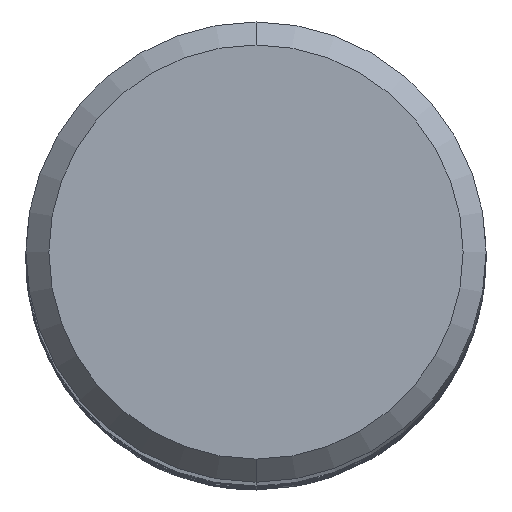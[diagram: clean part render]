
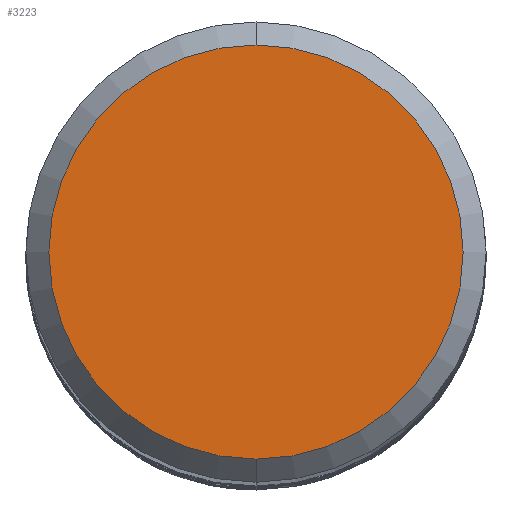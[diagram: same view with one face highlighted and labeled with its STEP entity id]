
A CAD part, top view. The second image highlights one B-rep face of the part: STEP entity #3223.
In plain terms, the highlighted planar face has unit normal (0, 0, 1).
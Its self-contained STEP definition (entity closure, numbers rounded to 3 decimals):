
#1539=EDGE_CURVE('',#1885,#1787,#3821,.T.);
#1639=EDGE_CURVE('',#1787,#1885,#3930,.T.);
#1787=VERTEX_POINT('',#4083);
#1885=VERTEX_POINT('',#4186);
#3223=ADVANCED_FACE('',(#5643),#5644,.T.);
#3821=CIRCLE('',#11103,5.4);
#3930=CIRCLE('',#13456,5.4);
#4083=CARTESIAN_POINT('',(0.,-5.4,0.0));
#4186=CARTESIAN_POINT('',(0.0,5.4,0.0));
#5643=FACE_OUTER_BOUND('',#38034,.T.);
#5644=PLANE('',#38035);
#11103=AXIS2_PLACEMENT_3D('',#41107,#41108,#41109);
#13456=AXIS2_PLACEMENT_3D('',#41190,#41191,#41192);
#38034=EDGE_LOOP('',(#42853,#42854));
#38035=AXIS2_PLACEMENT_3D('',#42855,#42856,#42857);
#41107=CARTESIAN_POINT('',(0.0,0.0,0.0));
#41108=DIRECTION('',(0.0,0.0,-1.0));
#41109=DIRECTION('',(0.0,1.0,0.0));
#41190=CARTESIAN_POINT('',(0.0,0.0,0.0));
#41191=DIRECTION('',(0.0,0.0,-1.0));
#41192=DIRECTION('',(0.0,1.0,0.0));
#42853=ORIENTED_EDGE('',*,*,#1539,.F.);
#42854=ORIENTED_EDGE('',*,*,#1639,.F.);
#42855=CARTESIAN_POINT('',(0.0,2.7,0.0));
#42856=DIRECTION('',(-0.0,0.0,1.0));
#42857=DIRECTION('',(0.0,-1.0,0.0));
